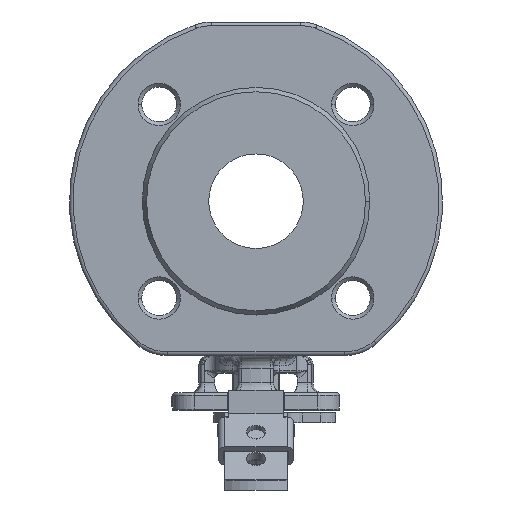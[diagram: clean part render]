
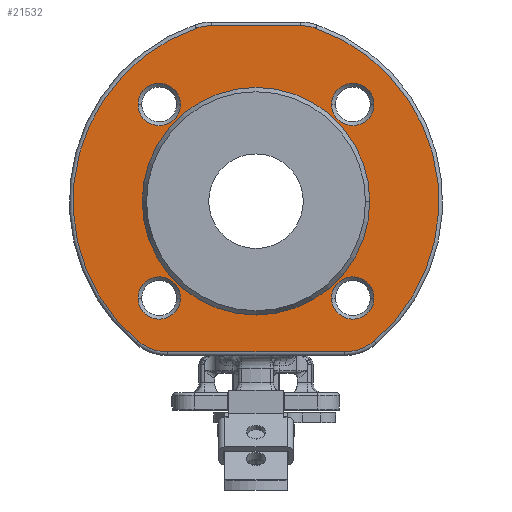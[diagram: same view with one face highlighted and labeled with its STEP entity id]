
A CAD part, front view. The second image highlights one B-rep face of the part: STEP entity #21532.
In plain terms, the highlighted planar face has unit normal (0, -1, 0).
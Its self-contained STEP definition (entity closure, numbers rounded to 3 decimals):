
#7139=CARTESIAN_POINT('',(0.,-29.5,0.));
#7140=DIRECTION('',(0.,-1.,0.));
#7141=DIRECTION('',(1.,0.,0.));
#7142=AXIS2_PLACEMENT_3D('',#7139,#7140,#7141);
#7144=CARTESIAN_POINT('',(0.,-29.5,0.));
#7145=DIRECTION('',(0.,1.,0.));
#7146=DIRECTION('',(1.,0.,0.));
#7147=AXIS2_PLACEMENT_3D('',#7144,#7145,#7146);
#7149=CARTESIAN_POINT('',(38.891,-29.5,
-38.891));
#7150=DIRECTION('',(0.,1.,0.));
#7151=DIRECTION('',(-1.,0.,0.));
#7152=AXIS2_PLACEMENT_3D('',#7149,#7150,#7151);
#7154=CARTESIAN_POINT('',(38.891,-29.5,
-38.891));
#7155=DIRECTION('',(0.,1.,0.));
#7156=DIRECTION('',(1.,0.,0.));
#7157=AXIS2_PLACEMENT_3D('',#7154,#7155,#7156);
#7159=CARTESIAN_POINT('',(-38.891,-29.5,
-38.891));
#7160=DIRECTION('',(0.,1.,0.));
#7161=DIRECTION('',(-1.,0.,0.));
#7162=AXIS2_PLACEMENT_3D('',#7159,#7160,#7161);
#7164=CARTESIAN_POINT('',(-38.891,-29.5,
-38.891));
#7165=DIRECTION('',(0.,1.,0.));
#7166=DIRECTION('',(1.,0.,0.));
#7167=AXIS2_PLACEMENT_3D('',#7164,#7165,#7166);
#7169=CARTESIAN_POINT('',(-38.891,-29.5,
38.891));
#7170=DIRECTION('',(0.,1.,0.));
#7171=DIRECTION('',(-1.,0.,0.));
#7172=AXIS2_PLACEMENT_3D('',#7169,#7170,#7171);
#7174=CARTESIAN_POINT('',(-38.891,-29.5,
38.891));
#7175=DIRECTION('',(0.,1.,0.));
#7176=DIRECTION('',(1.,0.,0.));
#7177=AXIS2_PLACEMENT_3D('',#7174,#7175,#7176);
#7179=CARTESIAN_POINT('',(38.891,-29.5,38.891));
#7180=DIRECTION('',(0.,1.,0.));
#7181=DIRECTION('',(1.,0.,0.));
#7182=AXIS2_PLACEMENT_3D('',#7179,#7180,#7181);
#7184=CARTESIAN_POINT('',(38.891,-29.5,38.891));
#7185=DIRECTION('',(0.,1.,0.));
#7186=DIRECTION('',(-1.,0.,0.));
#7187=AXIS2_PLACEMENT_3D('',#7184,#7185,#7186);
#7189=DIRECTION('',(1.,0.,0.));
#7190=VECTOR('',#7189,71.021);
#7191=CARTESIAN_POINT('',(-35.511,-29.5,-60.5));
#7192=LINE('',#7191,#7190);
#7193=CARTESIAN_POINT('',(-35.511,-29.5,-42.));
#7194=DIRECTION('',(0.,-1.,0.));
#7195=DIRECTION('',(-0.646,0.,-0.764));
#7196=AXIS2_PLACEMENT_3D('',#7193,#7194,#7195);
#7198=CARTESIAN_POINT('',(0.,-29.5,0.));
#7199=DIRECTION('',(0.,-1.,0.));
#7200=DIRECTION('',(-0.326,0.,0.945));
#7201=AXIS2_PLACEMENT_3D('',#7198,#7199,#7200);
#7203=CARTESIAN_POINT('',(-17.916,-29.5,52.));
#7204=DIRECTION('',(0.,-1.,0.));
#7205=DIRECTION('',(0.,0.,1.));
#7206=AXIS2_PLACEMENT_3D('',#7203,#7204,#7205);
#7208=DIRECTION('',(-1.,0.,0.));
#7209=VECTOR('',#7208,35.833);
#7210=CARTESIAN_POINT('',(17.916,-29.5,70.5));
#7211=LINE('',#7210,#7209);
#7212=CARTESIAN_POINT('',(17.916,-29.5,52.));
#7213=DIRECTION('',(0.,-1.,0.));
#7214=DIRECTION('',(0.326,0.,0.945));
#7215=AXIS2_PLACEMENT_3D('',#7212,#7213,#7214);
#7217=CARTESIAN_POINT('',(0.,-29.5,0.));
#7218=DIRECTION('',(0.,-1.,0.));
#7219=DIRECTION('',(0.646,0.,-0.764));
#7220=AXIS2_PLACEMENT_3D('',#7217,#7218,#7219);
#7222=CARTESIAN_POINT('',(35.511,-29.5,-42.));
#7223=DIRECTION('',(0.,-1.,0.));
#7224=DIRECTION('',(0.,0.,-1.));
#7225=AXIS2_PLACEMENT_3D('',#7222,#7223,#7224);
#10566=CARTESIAN_POINT('',(45.715,-29.5,0.));
#10567=CARTESIAN_POINT('',(-45.715,-29.5,0.));
#10568=VERTEX_POINT('',#10566);
#10569=VERTEX_POINT('',#10567);
#10840=CARTESIAN_POINT('',(30.391,-29.5,
-38.891));
#10841=CARTESIAN_POINT('',(47.391,-29.5,
-38.891));
#10842=VERTEX_POINT('',#10840);
#10843=VERTEX_POINT('',#10841);
#10848=CARTESIAN_POINT('',(-47.391,-29.5,
-38.891));
#10849=CARTESIAN_POINT('',(-30.391,-29.5,
-38.891));
#10850=VERTEX_POINT('',#10848);
#10851=VERTEX_POINT('',#10849);
#10856=CARTESIAN_POINT('',(-47.391,-29.5,
38.891));
#10857=CARTESIAN_POINT('',(-30.391,-29.5,
38.891));
#10858=VERTEX_POINT('',#10856);
#10859=VERTEX_POINT('',#10857);
#10864=CARTESIAN_POINT('',(47.391,-29.5,
38.891));
#10865=CARTESIAN_POINT('',(30.391,-29.5,
38.891));
#10866=VERTEX_POINT('',#10864);
#10867=VERTEX_POINT('',#10865);
#10974=CARTESIAN_POINT('',(-35.511,-29.5,-60.5));
#10975=CARTESIAN_POINT('',(35.511,-29.5,-60.5));
#10976=VERTEX_POINT('',#10974);
#10977=VERTEX_POINT('',#10975);
#10978=CARTESIAN_POINT('',(47.455,-29.5,-56.127));
#10979=VERTEX_POINT('',#10978);
#10984=CARTESIAN_POINT('',(-23.943,-29.5,69.491));
#10985=CARTESIAN_POINT('',(-47.455,-29.5,-56.127));
#10986=VERTEX_POINT('',#10984);
#10987=VERTEX_POINT('',#10985);
#12455=CARTESIAN_POINT('',(23.943,-29.5,69.491));
#12456=VERTEX_POINT('',#12455);
#12460=CARTESIAN_POINT('',(17.916,-29.5,70.5));
#12461=VERTEX_POINT('',#12460);
#12464=CARTESIAN_POINT('',(-17.916,-29.5,70.5));
#12465=VERTEX_POINT('',#12464);
#21480=CARTESIAN_POINT('',(0.,-29.5,0.));
#21481=DIRECTION('',(0.,1.,0.));
#21482=DIRECTION('',(1.,0.,0.));
#21483=AXIS2_PLACEMENT_3D('',#21480,#21481,#21482);
#21484=PLANE('',#21483);
#21486=ORIENTED_EDGE('',*,*,#21485,.F.);
#21488=ORIENTED_EDGE('',*,*,#21487,.F.);
#21490=ORIENTED_EDGE('',*,*,#21489,.F.);
#21492=ORIENTED_EDGE('',*,*,#21491,.F.);
#21494=ORIENTED_EDGE('',*,*,#21493,.F.);
#21496=ORIENTED_EDGE('',*,*,#21495,.F.);
#21498=ORIENTED_EDGE('',*,*,#21497,.F.);
#21500=ORIENTED_EDGE('',*,*,#21499,.F.);
#21501=EDGE_LOOP('',(#21486,#21488,#21490,#21492,#21494,#21496,#21498,#21500));
#21502=FACE_OUTER_BOUND('',#21501,.F.);
#21503=ORIENTED_EDGE('',*,*,#21470,.F.);
#21505=ORIENTED_EDGE('',*,*,#21504,.F.);
#21506=EDGE_LOOP('',(#21503,#21505));
#21507=FACE_BOUND('',#21506,.F.);
#21509=ORIENTED_EDGE('',*,*,#21508,.F.);
#21511=ORIENTED_EDGE('',*,*,#21510,.F.);
#21512=EDGE_LOOP('',(#21509,#21511));
#21513=FACE_BOUND('',#21512,.F.);
#21515=ORIENTED_EDGE('',*,*,#21514,.F.);
#21517=ORIENTED_EDGE('',*,*,#21516,.F.);
#21518=EDGE_LOOP('',(#21515,#21517));
#21519=FACE_BOUND('',#21518,.F.);
#21521=ORIENTED_EDGE('',*,*,#21520,.F.);
#21523=ORIENTED_EDGE('',*,*,#21522,.F.);
#21524=EDGE_LOOP('',(#21521,#21523));
#21525=FACE_BOUND('',#21524,.F.);
#21527=ORIENTED_EDGE('',*,*,#21526,.T.);
#21529=ORIENTED_EDGE('',*,*,#21528,.F.);
#21530=EDGE_LOOP('',(#21527,#21529));
#21531=FACE_BOUND('',#21530,.F.);
#7143=CIRCLE('',#7142,45.715);
#7148=CIRCLE('',#7147,45.715);
#7153=CIRCLE('',#7152,8.5);
#7158=CIRCLE('',#7157,8.5);
#7163=CIRCLE('',#7162,8.5);
#7168=CIRCLE('',#7167,8.5);
#7173=CIRCLE('',#7172,8.5);
#7178=CIRCLE('',#7177,8.5);
#7183=CIRCLE('',#7182,8.5);
#7188=CIRCLE('',#7187,8.5);
#7197=CIRCLE('',#7196,18.5);
#7202=CIRCLE('',#7201,73.5);
#7207=CIRCLE('',#7206,18.5);
#7216=CIRCLE('',#7215,18.5);
#7221=CIRCLE('',#7220,73.5);
#7226=CIRCLE('',#7225,18.5);
#21470=EDGE_CURVE('',#10842,#10843,#7153,.T.);
#21485=EDGE_CURVE('',#10976,#10977,#7192,.T.);
#21487=EDGE_CURVE('',#10987,#10976,#7197,.T.);
#21489=EDGE_CURVE('',#10986,#10987,#7202,.T.);
#21491=EDGE_CURVE('',#12465,#10986,#7207,.T.);
#21493=EDGE_CURVE('',#12461,#12465,#7211,.T.);
#21495=EDGE_CURVE('',#12456,#12461,#7216,.T.);
#21497=EDGE_CURVE('',#10979,#12456,#7221,.T.);
#21499=EDGE_CURVE('',#10977,#10979,#7226,.T.);
#21504=EDGE_CURVE('',#10843,#10842,#7158,.T.);
#21508=EDGE_CURVE('',#10850,#10851,#7163,.T.);
#21510=EDGE_CURVE('',#10851,#10850,#7168,.T.);
#21514=EDGE_CURVE('',#10858,#10859,#7173,.T.);
#21516=EDGE_CURVE('',#10859,#10858,#7178,.T.);
#21520=EDGE_CURVE('',#10866,#10867,#7183,.T.);
#21522=EDGE_CURVE('',#10867,#10866,#7188,.T.);
#21526=EDGE_CURVE('',#10568,#10569,#7143,.T.);
#21528=EDGE_CURVE('',#10568,#10569,#7148,.T.);
#21532=ADVANCED_FACE('',(#21502,#21507,#21513,#21519,#21525,#21531),#21484,.F.);
